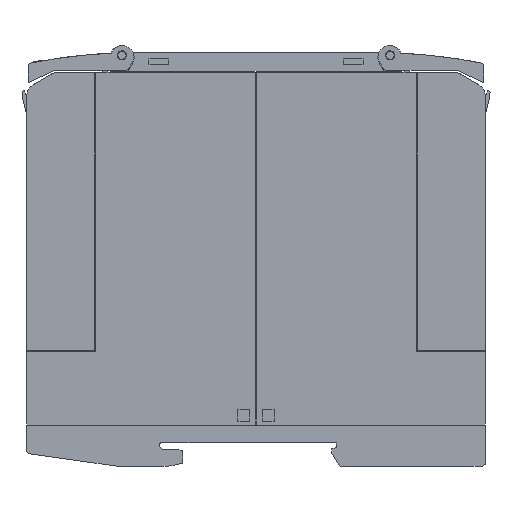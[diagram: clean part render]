
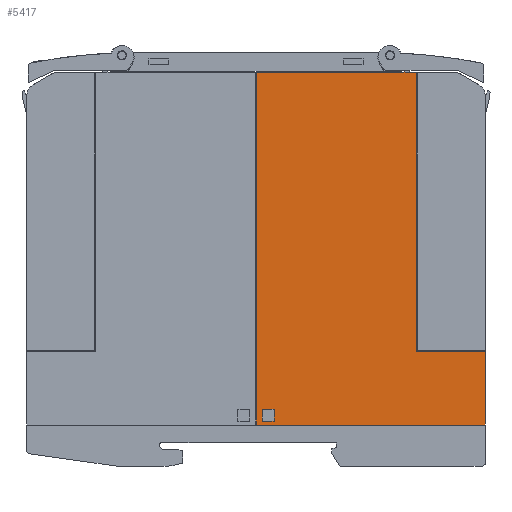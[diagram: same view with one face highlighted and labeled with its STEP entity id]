
A CAD part, left-side view. The second image highlights one B-rep face of the part: STEP entity #5417.
In plain terms, the highlighted planar face has unit normal (-1, 0, 0).
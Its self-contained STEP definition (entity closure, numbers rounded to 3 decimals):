
#5417=ADVANCED_FACE('',(#11031,#11032),#11033,.T.);
#11031=FACE_BOUND('',#16712,.T.);
#11032=FACE_OUTER_BOUND('',#16713,.T.);
#11033=PLANE('',#16714);
#16712=EDGE_LOOP('',(#33947,#33948,#33949,#33950));
#16713=EDGE_LOOP('',(#33951,#33952,#33953,#33954,#33955,#33956));
#16714=AXIS2_PLACEMENT_3D('',#33957,#33958,#33959);
#33947=ORIENTED_EDGE('',*,*,#41344,.T.);
#33948=ORIENTED_EDGE('',*,*,#41320,.T.);
#33949=ORIENTED_EDGE('',*,*,#41328,.T.);
#33950=ORIENTED_EDGE('',*,*,#41341,.T.);
#33951=ORIENTED_EDGE('',*,*,#36691,.T.);
#33952=ORIENTED_EDGE('',*,*,#36717,.T.);
#33953=ORIENTED_EDGE('',*,*,#41351,.T.);
#33954=ORIENTED_EDGE('',*,*,#41334,.F.);
#33955=ORIENTED_EDGE('',*,*,#41352,.T.);
#33956=ORIENTED_EDGE('',*,*,#41347,.T.);
#33957=CARTESIAN_POINT('',(0.0,25.949,9.001));
#33958=DIRECTION('',(-1.0,0.0,0.0));
#33959=DIRECTION('',(0.0,-1.0,0.0));
#36691=EDGE_CURVE('',#44758,#44762,#44764,.T.);
#36717=EDGE_CURVE('',#44762,#44814,#44815,.T.);
#41320=EDGE_CURVE('',#51623,#51621,#51624,.T.);
#41328=EDGE_CURVE('',#51621,#51632,#51634,.T.);
#41334=EDGE_CURVE('',#51643,#51645,#51646,.T.);
#41341=EDGE_CURVE('',#51632,#51655,#51657,.T.);
#41344=EDGE_CURVE('',#51655,#51623,#51660,.T.);
#41347=EDGE_CURVE('',#51663,#44758,#51664,.T.);
#41351=EDGE_CURVE('',#44814,#51645,#51669,.T.);
#41352=EDGE_CURVE('',#51643,#51663,#51670,.T.);
#44758=VERTEX_POINT('',#57110);
#44762=VERTEX_POINT('',#57116);
#44764=LINE('',#57119,#57120);
#44814=VERTEX_POINT('',#57194);
#44815=LINE('',#57195,#57196);
#51621=VERTEX_POINT('',#67442);
#51623=VERTEX_POINT('',#67445);
#51624=LINE('',#67446,#67447);
#51632=VERTEX_POINT('',#67459);
#51634=LINE('',#67462,#67463);
#51643=VERTEX_POINT('',#67475);
#51645=VERTEX_POINT('',#67478);
#51646=LINE('',#67479,#67480);
#51655=VERTEX_POINT('',#67493);
#51657=LINE('',#67496,#67497);
#51660=LINE('',#67501,#67502);
#51663=VERTEX_POINT('',#67505);
#51664=LINE('',#67506,#67507);
#51669=LINE('',#67514,#67515);
#51670=LINE('',#67516,#67517);
#57110=CARTESIAN_POINT('',(0.0,0.999,25.101));
#57116=CARTESIAN_POINT('',(0.0,16.099,25.101));
#57119=CARTESIAN_POINT('',(0.0,17.224,25.101));
#57120=VECTOR('',#70061,1.0);
#57194=CARTESIAN_POINT('',(0.0,16.099,85.801));
#57195=CARTESIAN_POINT('',(0.0,16.099,32.226));
#57196=VECTOR('',#70086,1.0);
#67442=CARTESIAN_POINT('',(0.0,46.999,12.401));
#67445=CARTESIAN_POINT('',(0.0,49.599,12.401));
#67446=CARTESIAN_POINT('',(0.0,37.124,12.401));
#67447=VECTOR('',#74440,1.0);
#67459=CARTESIAN_POINT('',(0.0,46.999,9.801));
#67462=CARTESIAN_POINT('',(0.0,46.999,10.051));
#67463=VECTOR('',#74446,1.0);
#67475=CARTESIAN_POINT('',(0.0,50.899,9.001));
#67478=CARTESIAN_POINT('',(0.0,50.899,85.801));
#67479=CARTESIAN_POINT('',(0.0,50.899,9.001));
#67480=VECTOR('',#74451,1.0);
#67493=CARTESIAN_POINT('',(0.0,49.599,9.801));
#67496=CARTESIAN_POINT('',(0.0,37.124,9.801));
#67497=VECTOR('',#74457,1.0);
#67501=CARTESIAN_POINT('',(0.0,49.599,10.051));
#67502=VECTOR('',#74459,1.0);
#67505=CARTESIAN_POINT('',(0.0,0.999,9.001));
#67506=CARTESIAN_POINT('',(0.0,0.999,9.001));
#67507=VECTOR('',#74460,1.0);
#67514=CARTESIAN_POINT('',(0.0,50.899,85.801));
#67515=VECTOR('',#74463,1.0);
#67516=CARTESIAN_POINT('',(0.0,50.899,9.001));
#67517=VECTOR('',#74464,1.0);
#70061=DIRECTION('',(0.0,1.0,-0.0));
#70086=DIRECTION('',(0.0,0.0,1.0));
#74440=DIRECTION('',(-0.0,-1.0,-0.0));
#74446=DIRECTION('',(-0.0,-0.0,-1.0));
#74451=DIRECTION('',(0.0,0.0,1.0));
#74457=DIRECTION('',(0.0,1.0,-0.0));
#74459=DIRECTION('',(0.0,0.0,1.0));
#74460=DIRECTION('',(0.0,0.0,1.0));
#74463=DIRECTION('',(0.0,1.0,-0.0));
#74464=DIRECTION('',(0.0,-1.0,0.0));
